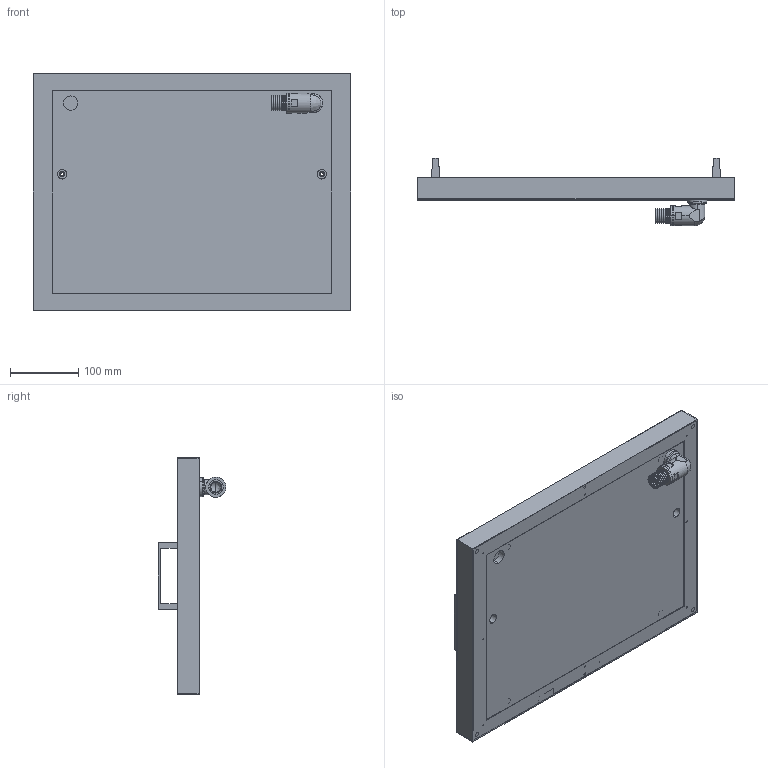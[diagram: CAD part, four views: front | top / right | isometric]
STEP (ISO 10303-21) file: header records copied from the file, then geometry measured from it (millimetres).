
FILE_DESCRIPTION (( 'STEP AP203' ), '1' );
FILE_NAME ('INGUN_113750.STEP', '2023-06-22T12:12:01', ( '' ), ( '' ), 'SwSTEP 2.0', 'SolidWorks 2021', '' );
FILE_SCHEMA (( 'CONFIG_CONTROL_DESIGN' ));
Length unit declared in the file: millimetre
Products named in the file (10): 104093~2_KUNDE<S>; ISO7380~n_M04,0x012; INGUN_113750; 113752~0_S; 113751~0_KUNDE<S>; 11657~0; 19420~3; 113753~0_KUNDE<S>; 11655~0; 1607~1
Assembly tree (13 placements, depth 2):
  INGUN_113750
    113751~0_KUNDE<S>
    113752~0_S
    113753~0_KUNDE<S>
    104093~2_KUNDE<S>
    1607~1  x2
    ISO7380~n_M04,0x012  x4
    19420~3
    11657~0
    11655~0
Bounding box: 465 x 99.45 x 346 mm (x, y, z)
Volume: 2871435.7 mm3; surface area: 969012.2 mm2
Topology: 13 solids, 13 shells, 540 faces, 1272 edges, 811 vertices
Faces by surface type: cylinder 306, plane 190, cone 30, torus 12, bspline 2
Entity records: 14004 total; most frequent: DIRECTION 2370, CARTESIAN_POINT 2364, ORIENTED_EDGE 2018, EDGE_CURVE 1009, AXIS2_PLACEMENT_3D 941, VERTEX_POINT 647, EDGE_LOOP 562, CIRCLE 492
